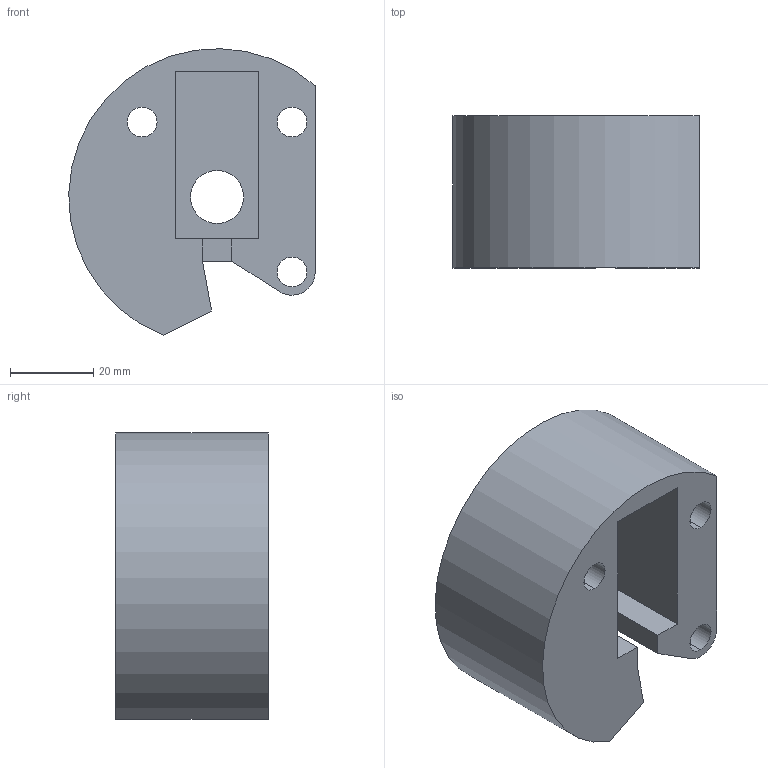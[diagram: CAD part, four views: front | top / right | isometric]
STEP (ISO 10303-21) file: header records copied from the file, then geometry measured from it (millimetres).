
FILE_DESCRIPTION (( 'STEP AP214' ), '1' );
FILE_NAME ('dumbahhsled.STEP', '2025-11-12T22:19:11', ( '' ), ( '' ), 'SwSTEP 2.0', 'SolidWorks 2025', '' );
FILE_SCHEMA (( 'AUTOMOTIVE_DESIGN' ));
Length unit declared in the file: inch
Products named in the file (1): dumbahhsled
Bounding box: 59.08 x 36.45 x 68.71 mm (x, y, z)
Volume: 70509.7 mm3; surface area: 24087.2 mm2
Topology: 1 solids, 1 shells, 45 faces, 119 edges, 78 vertices
Faces by surface type: plane 24, cylinder 21
Entity records: 1450 total; most frequent: DIRECTION 253, CARTESIAN_POINT 243, ORIENTED_EDGE 238, EDGE_CURVE 119, AXIS2_PLACEMENT_3D 88, VERTEX_POINT 78, LINE 77, VECTOR 77
